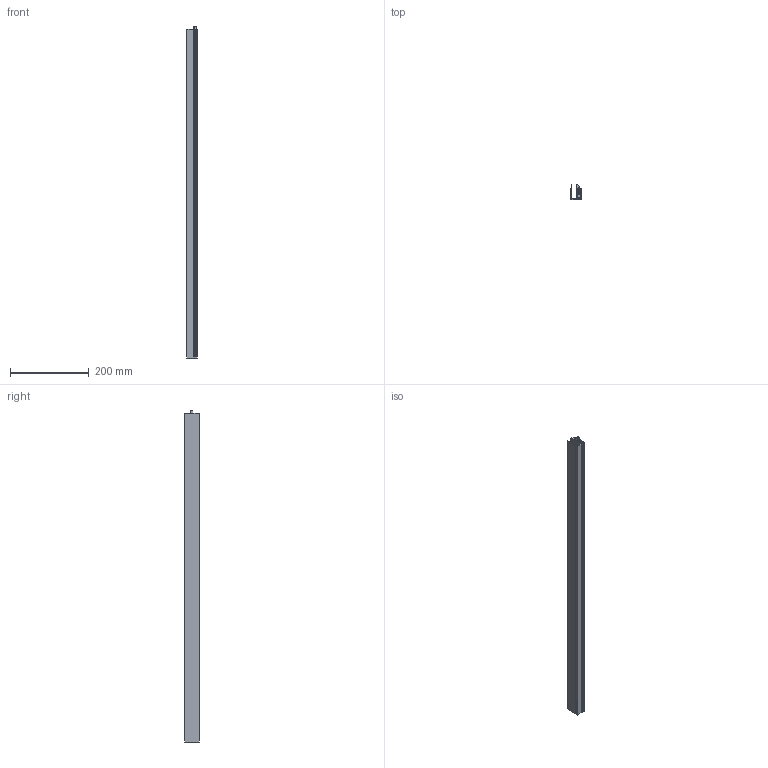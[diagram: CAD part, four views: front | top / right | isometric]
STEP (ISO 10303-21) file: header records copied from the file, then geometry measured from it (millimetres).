
FILE_DESCRIPTION (( 'STEP AP203' ), '1' );
FILE_NAME ('KG A12 schmal 834.STEP', '2025-03-07T15:28:10', ( '' ), ( '' ), 'SwSTEP 2.0', 'SolidWorks 2023', '' );
FILE_SCHEMA (( 'CONFIG_CONTROL_DESIGN' ));
Length unit declared in the file: millimetre
Products named in the file (5): Innengeometrie_WA_830; Betätigungsteil_WA; KG A12 schmal 834; Aussengehäuse_WA_830; Schutzprofil KG A12 schmal_834
Assembly tree (4 placements, depth 2):
  KG A12 schmal 834
    Schutzprofil KG A12 schmal_834
    Aussengehäuse_WA_830
    Betätigungsteil_WA
    Innengeometrie_WA_830
Bounding box: 26.65 x 38 x 842 mm (x, y, z)
Volume: 314312.7 mm3; surface area: 408142.8 mm2
Topology: 19 solids, 19 shells, 680 faces, 1918 edges, 1278 vertices
Faces by surface type: plane 335, bspline 290, cylinder 53, torus 2
Entity records: 36490 total; most frequent: CARTESIAN_POINT 20132, ORIENTED_EDGE 3836, DIRECTION 2244, EDGE_CURVE 1918, VERTEX_POINT 1278, VECTOR 1226, LINE 1226, EDGE_LOOP 762
